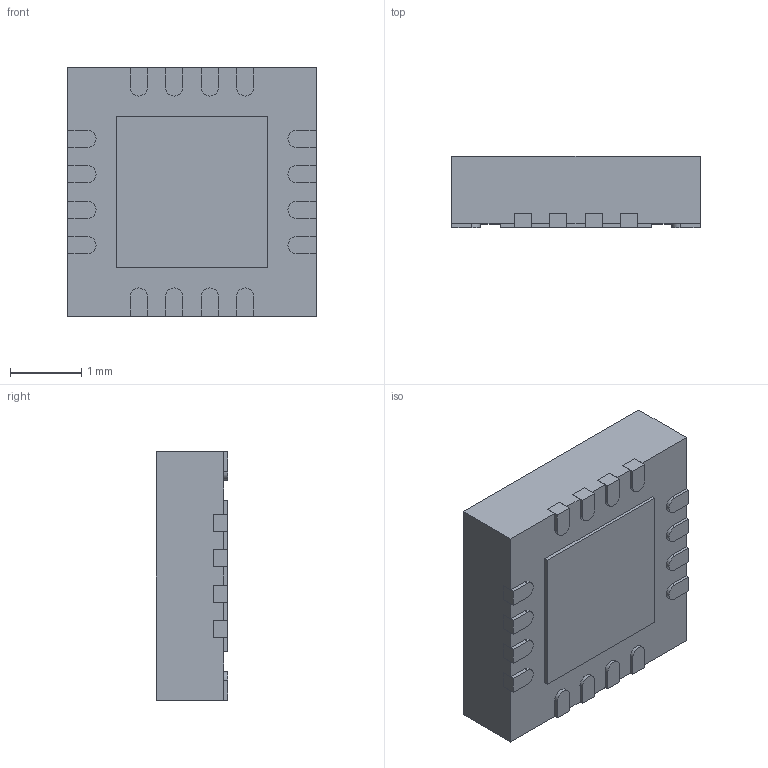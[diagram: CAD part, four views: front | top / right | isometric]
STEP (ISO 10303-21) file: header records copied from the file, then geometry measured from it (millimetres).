
FILE_DESCRIPTION (( 'STEP AP214' ), '1' );
FILE_NAME ('BQ24650RVAR.STEP', '2020-03-16T15:03:25', ( '' ), ( '' ), 'SwSTEP 2.0', 'SolidWorks 2017', '' );
FILE_SCHEMA (( 'AUTOMOTIVE_DESIGN' ));
Length unit declared in the file: millimetre
Products named in the file (1): BQ24650RVAR
Bounding box: 3.5 x 1 x 3.5 mm (x, y, z)
Volume: 11.9 mm3; surface area: 58.6 mm2
Topology: 19 solids, 19 shells, 192 faces, 456 edges, 304 vertices
Faces by surface type: plane 148, cylinder 44
Entity records: 5704 total; most frequent: CARTESIAN_POINT 953, DIRECTION 930, ORIENTED_EDGE 912, EDGE_CURVE 456, LINE 368, VECTOR 368, VERTEX_POINT 304, AXIS2_PLACEMENT_3D 281
